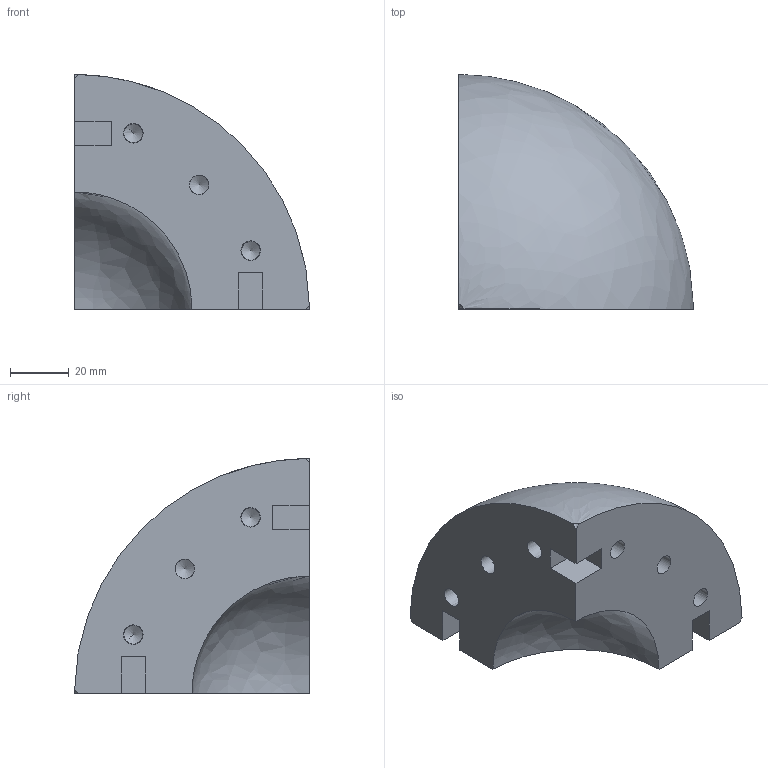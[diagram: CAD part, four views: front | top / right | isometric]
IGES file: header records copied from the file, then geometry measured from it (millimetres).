
Global section: file name: SZ5045N_A; native system: Autodesk Inventor 2015; preprocessor: unknown; author: Holger Deerberg; date: 20151118.134202; units: millimetre
Bounding box: 79.99 x 79.99 x 79.99 mm (x, y, z)
Volume: 221109.6 mm3; surface area: 30346.7 mm2
Topology: 1 solids, 1 shells, 44 faces, 144 edges, 92 vertices
Faces by surface type: bspline 44
